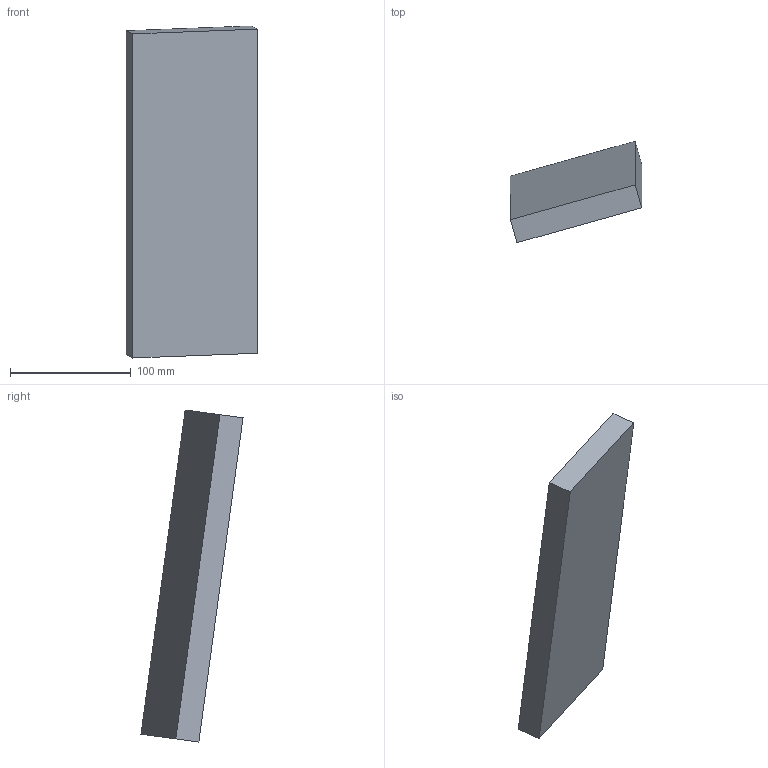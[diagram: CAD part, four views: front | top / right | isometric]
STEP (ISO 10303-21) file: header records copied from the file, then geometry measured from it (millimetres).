
FILE_DESCRIPTION(/* description */ ('CAx-IF Rec.Pracs.---Representation and Presentation of Product Manufacturing Information (PMI)---4.0---2014-10-13','CAx-IF Rec.Pracs.---3D Tessellated Geometry---0.4---2014-09-14','2;1'),/* implementation_level */ '2;1');
FILE_NAME(/* name */ 'Upright_Simplified_step_LR',/* time_stamp */ '2021-05-25T13:16:07+02:00',/* author */ (''),/* organization */ (' '),/* preprocessor_version */ 'ST-DEVELOPER v16.7',/* originating_system */ 'SIEMENS PLM Software NX 1946',/* authorisation */ $);
FILE_SCHEMA (('AP242_MANAGED_MODEL_BASED_3D_ENGINEERING_MIM_LF { 1 0 10303 442 1 1 4 }'));
Length unit declared in the file: millimetre
Products named in the file (1): Upright_Simplified_step_LR
Bounding box: 108.72 x 84.5 x 274.76 mm (x, y, z)
Volume: 581034 mm3; surface area: 73224.4 mm2
Topology: 1 solids, 1 shells, 6 faces, 12 edges, 8 vertices
Faces by surface type: plane 6
Entity records: 293 total; most frequent: CARTESIAN_POINT 51, DIRECTION 42, ORIENTED_EDGE 24, AXIS2_PLACEMENT_3D 23, EDGE_CURVE 12, LINE 12, VECTOR 12, DRAUGHTING_MODEL 9
